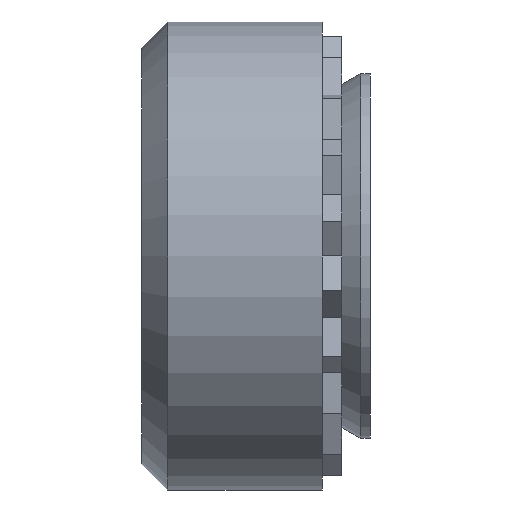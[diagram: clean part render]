
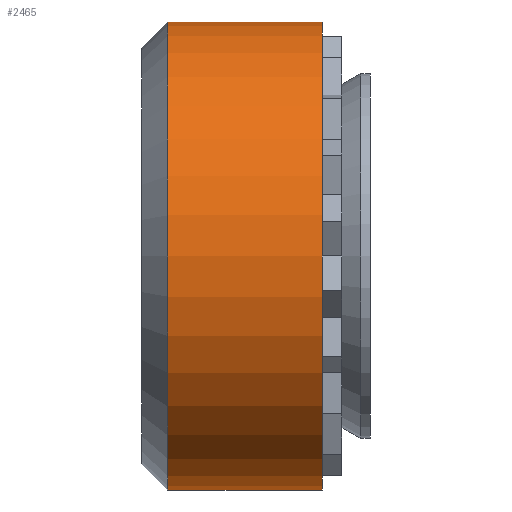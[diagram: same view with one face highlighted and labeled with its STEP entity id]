
A CAD part, left-side view. The second image highlights one B-rep face of the part: STEP entity #2465.
In plain terms, the highlighted cylindrical face has radius 5.588 mm (diameter 11.176 mm), a partial arc.
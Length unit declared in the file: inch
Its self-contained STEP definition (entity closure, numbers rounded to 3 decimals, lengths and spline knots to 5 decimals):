
#274 = DIRECTION ( 'NONE',  ( 0., 0., -1. ) ) ;
#275 = DIRECTION ( 'NONE',  ( 0., -1., 0. ) ) ;
#277 = CARTESIAN_POINT ( 'NONE',  ( 0., 0., 0. ) ) ;
#366 = CARTESIAN_POINT ( 'NONE',  ( 0., 0., -0.22 ) ) ;
#370 = CARTESIAN_POINT ( 'NONE',  ( 0., 0., -0.22 ) ) ;
#446 = EDGE_CURVE ( 'NONE', #752, #643, #3003, .T. ) ;
#540 = CIRCLE ( 'NONE', #1526, 0.22 ) ;
#582 = EDGE_LOOP ( 'NONE', ( #1644, #1567, #1716, #1420 ) ) ;
#643 = VERTEX_POINT ( 'NONE', #1133 ) ;
#752 = VERTEX_POINT ( 'NONE', #2503 ) ;
#828 = CIRCLE ( 'NONE', #1497, 0.22 ) ;
#1091 = DIRECTION ( 'NONE',  ( 0., -1., 0. ) ) ;
#1133 = CARTESIAN_POINT ( 'NONE',  ( 0., 0., 0.22 ) ) ;
#1175 = CYLINDRICAL_SURFACE ( 'NONE', #1954, 0.22 ) ;
#1413 = EDGE_CURVE ( 'NONE', #643, #1802, #828, .T. ) ;
#1420 = ORIENTED_EDGE ( 'NONE', *, *, #1413, .F. ) ;
#1424 = DIRECTION ( 'NONE',  ( 0., -1., 0. ) ) ;
#1497 = AXIS2_PLACEMENT_3D ( 'NONE', #277, #275, #274 ) ;
#1526 = AXIS2_PLACEMENT_3D ( 'NONE', #2088, #2715, #2710 ) ;
#1547 = CARTESIAN_POINT ( 'NONE',  ( 0., 0.1455, -0.22 ) ) ;
#1567 = ORIENTED_EDGE ( 'NONE', *, *, #2634, .T. ) ;
#1584 = VERTEX_POINT ( 'NONE', #1547 ) ;
#1644 = ORIENTED_EDGE ( 'NONE', *, *, #446, .F. ) ;
#1716 = ORIENTED_EDGE ( 'NONE', *, *, #2274, .T. ) ;
#1802 = VERTEX_POINT ( 'NONE', #370 ) ;
#1806 = VECTOR ( 'NONE', #1091, 39.37008 ) ;
#1954 = AXIS2_PLACEMENT_3D ( 'NONE', #2214, #2442, #2479 ) ;
#2088 = CARTESIAN_POINT ( 'NONE',  ( 0., 0.1455, 0. ) ) ;
#2155 = CARTESIAN_POINT ( 'NONE',  ( 0., 0., 0.22 ) ) ;
#2214 = CARTESIAN_POINT ( 'NONE',  ( 0., 0., 0. ) ) ;
#2274 = EDGE_CURVE ( 'NONE', #1584, #1802, #2661, .T. ) ;
#2442 = DIRECTION ( 'NONE',  ( 0., -1., 0. ) ) ;
#2465 = ADVANCED_FACE ( 'NONE', ( #2529 ), #1175, .T. ) ;
#2479 = DIRECTION ( 'NONE',  ( 0., 0., -1. ) ) ;
#2503 = CARTESIAN_POINT ( 'NONE',  ( 0., 0.1455, 0.22 ) ) ;
#2529 = FACE_OUTER_BOUND ( 'NONE', #582, .T. ) ;
#2634 = EDGE_CURVE ( 'NONE', #752, #1584, #540, .T. ) ;
#2661 = LINE ( 'NONE', #366, #3024 ) ;
#2710 = DIRECTION ( 'NONE',  ( 0., 0., 1. ) ) ;
#2715 = DIRECTION ( 'NONE',  ( 0., -1., 0. ) ) ;
#3003 = LINE ( 'NONE', #2155, #1806 ) ;
#3024 = VECTOR ( 'NONE', #1424, 39.37008 ) ;
